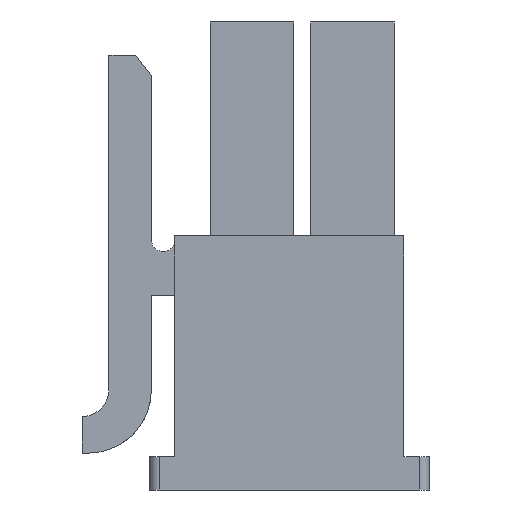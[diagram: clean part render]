
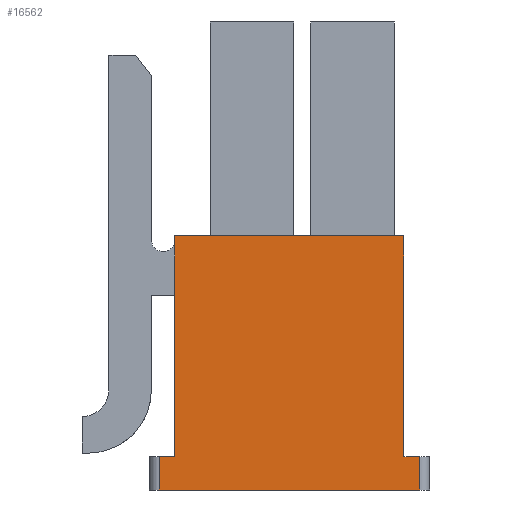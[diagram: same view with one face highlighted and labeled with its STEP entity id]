
A CAD part, front view. The second image highlights one B-rep face of the part: STEP entity #16562.
In plain terms, the highlighted planar face has unit normal (0, -1, 0).
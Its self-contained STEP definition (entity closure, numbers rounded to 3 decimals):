
#2362=ORIENTED_EDGE('',*,*,#6524,.F.);
#2363=ORIENTED_EDGE('',*,*,#6531,.T.);
#2364=ORIENTED_EDGE('',*,*,#6532,.F.);
#2365=ORIENTED_EDGE('',*,*,#6533,.T.);
#2366=ORIENTED_EDGE('',*,*,#6509,.F.);
#2367=ORIENTED_EDGE('',*,*,#6401,.F.);
#2368=ORIENTED_EDGE('',*,*,#6534,.F.);
#2369=ORIENTED_EDGE('',*,*,#6535,.T.);
#6401=EDGE_CURVE('',#8409,#8410,#10282,.T.);
#6509=EDGE_CURVE('',#8410,#8515,#10390,.T.);
#6524=EDGE_CURVE('',#8525,#8526,#10402,.T.);
#6531=EDGE_CURVE('',#8525,#8531,#10406,.F.);
#6532=EDGE_CURVE('',#8532,#8531,#10407,.T.);
#6533=EDGE_CURVE('',#8532,#8515,#10408,.T.);
#6534=EDGE_CURVE('',#8533,#8409,#10409,.T.);
#6535=EDGE_CURVE('',#8533,#8526,#10410,.T.);
#8409=VERTEX_POINT('',#25433);
#8410=VERTEX_POINT('',#25435);
#8515=VERTEX_POINT('',#25649);
#8525=VERTEX_POINT('',#25676);
#8526=VERTEX_POINT('',#25678);
#8531=VERTEX_POINT('',#25691);
#8532=VERTEX_POINT('',#25693);
#8533=VERTEX_POINT('',#25696);
#10282=LINE('',#25434,#12631);
#10390=LINE('',#25648,#12739);
#10402=LINE('',#25677,#12751);
#10406=LINE('',#25690,#12755);
#10407=LINE('',#25692,#12756);
#10408=LINE('',#25694,#12757);
#10409=LINE('',#25695,#12758);
#10410=LINE('',#25697,#12759);
#12631=VECTOR('',#20329,1000.);
#12739=VECTOR('',#20439,1000.);
#12751=VECTOR('',#20463,1000.);
#12755=VECTOR('',#20475,1000.);
#12756=VECTOR('',#20476,1000.);
#12757=VECTOR('',#20477,1000.);
#12758=VECTOR('',#20478,1000.);
#12759=VECTOR('',#20479,1000.);
#13793=EDGE_LOOP('',(#2362,#2363,#2364,#2365,#2366,#2367,#2368,#2369));
#14774=FACE_BOUND('',#13793,.T.);
#15672=PLANE('',#17486);
#16562=ADVANCED_FACE('',(#14774),#15672,.F.);
#17486=AXIS2_PLACEMENT_3D('',#25689,#20473,#20474);
#20329=DIRECTION('',(0.,0.,1.));
#20439=DIRECTION('',(1.,0.,0.));
#20463=DIRECTION('',(-1.,0.,0.));
#20473=DIRECTION('',(0.,1.,0.));
#20474=DIRECTION('',(0.,0.,1.));
#20475=DIRECTION('',(0.,0.,-1.));
#20476=DIRECTION('',(1.,0.,0.));
#20477=DIRECTION('',(0.,0.,1.));
#20478=DIRECTION('',(1.,0.,0.));
#20479=DIRECTION('',(0.,0.,-1.));
#25433=CARTESIAN_POINT('',(-3.815,-15.425,-2.8));
#25434=CARTESIAN_POINT('',(-3.815,-15.425,-3.8));
#25435=CARTESIAN_POINT('',(-3.815,-15.425,3.8));
#25648=CARTESIAN_POINT('',(-3.815,-15.425,3.8));
#25649=CARTESIAN_POINT('',(3.04,-15.425,3.8));
#25676=CARTESIAN_POINT('',(3.515,-15.425,-3.8));
#25677=CARTESIAN_POINT('',(3.815,-15.425,-3.8));
#25678=CARTESIAN_POINT('',(-4.285,-15.425,-3.8));
#25689=CARTESIAN_POINT('',(0.,-15.425,0.));
#25690=CARTESIAN_POINT('',(3.515,-15.425,-2.8));
#25691=CARTESIAN_POINT('',(3.515,-15.425,-2.8));
#25692=CARTESIAN_POINT('',(0.,-15.425,-2.8));
#25693=CARTESIAN_POINT('',(3.04,-15.425,-2.8));
#25694=CARTESIAN_POINT('',(3.04,-15.425,-2.8));
#25695=CARTESIAN_POINT('',(-4.585,-15.425,-2.8));
#25696=CARTESIAN_POINT('',(-4.285,-15.425,-2.8));
#25697=CARTESIAN_POINT('',(-4.285,-15.425,0.));
